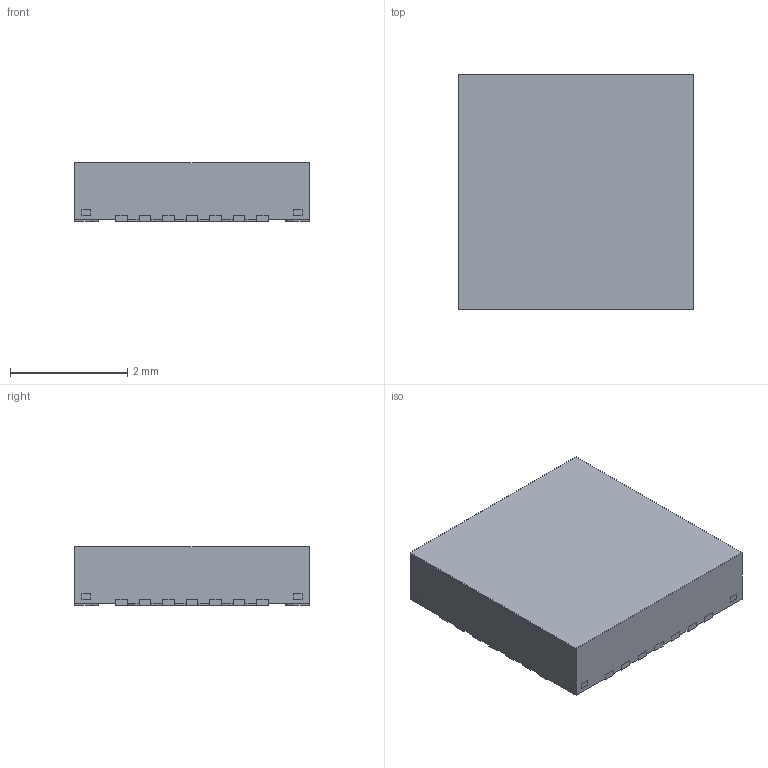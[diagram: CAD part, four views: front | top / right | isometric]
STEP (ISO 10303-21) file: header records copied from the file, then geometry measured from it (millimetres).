
FILE_DESCRIPTION((''),'2;1');
FILE_NAME('RUY0028A_ASM','2020-01-13T08:40:00',('a0412086'),(''),'CREO PARAMETRIC BY PTC INC, 2019292','CREO PARAMETRIC BY PTC INC, 2019292','');
FILE_SCHEMA(('AUTOMOTIVE_DESIGN { 1 0 10303 214 1 1 1 1 }'));
Length unit declared in the file: millimetre
Products named in the file (3): FRAME; BODY; RUY0028A_ASM
Assembly tree (2 placements, depth 2):
  RUY0028A_ASM
    FRAME
    BODY
Bounding box: 4 x 4 x 1 mm (x, y, z)
Volume: 15.8 mm3; surface area: 73.3 mm2
Topology: 34 solids, 34 shells, 467 faces, 1194 edges, 796 vertices
Faces by surface type: plane 355, cylinder 112
Entity records: 18267 total; most frequent: CARTESIAN_POINT 2469, ORIENTED_EDGE 2388, DIRECTION 2362, PRESENTATION_STYLE_ASSIGNMENT 1265, STYLED_ITEM 1229, CURVE_STYLE 1194, EDGE_CURVE 1194, VECTOR 970
